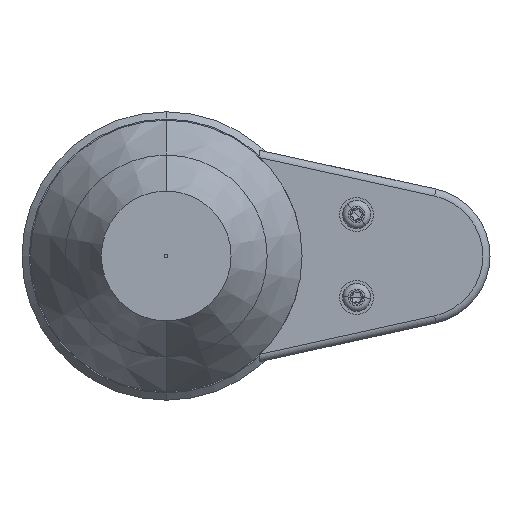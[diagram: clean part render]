
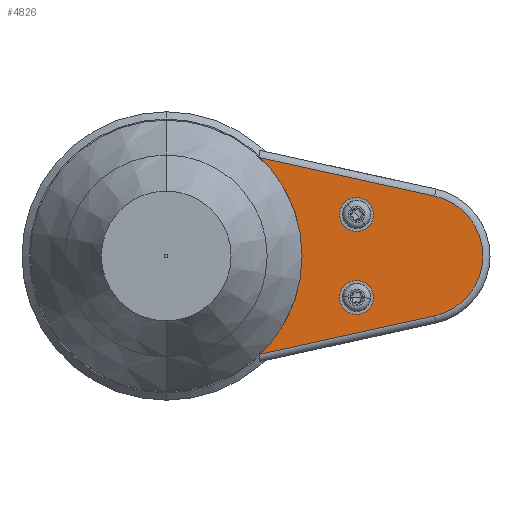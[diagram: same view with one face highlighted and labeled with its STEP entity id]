
A CAD part, left-side view. The second image highlights one B-rep face of the part: STEP entity #4826.
In plain terms, the highlighted planar face has unit normal (-1, 0, 0).
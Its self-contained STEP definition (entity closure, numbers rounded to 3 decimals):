
#72 = CARTESIAN_POINT ( 'NONE',  ( 90.287, -26.413, -5.749 ) ) ;
#158 = CARTESIAN_POINT ( 'NONE',  ( 90.287, -13.032, -13.62 ) ) ;
#458 = EDGE_CURVE ( 'NONE', #4020, #4553, #2820, .T. ) ;
#616 = DIRECTION ( 'NONE',  ( 1., 0., 0. ) ) ;
#653 = DIRECTION ( 'NONE',  ( 0., 0., 1. ) ) ;
#667 = ORIENTED_EDGE ( 'NONE', *, *, #8038, .F. ) ;
#825 = DIRECTION ( 'NONE',  ( 0., 0.977, 0.215 ) ) ;
#840 = DIRECTION ( 'NONE',  ( -1., 0., 0. ) ) ;
#918 = CARTESIAN_POINT ( 'NONE',  ( 90.287, -26.412, 5.751 ) ) ;
#950 = AXIS2_PLACEMENT_3D ( 'NONE', #1610, #4148, #2697 ) ;
#1130 = CARTESIAN_POINT ( 'NONE',  ( 90.287, -26.413, -5.749 ) ) ;
#1171 = DIRECTION ( 'NONE',  ( 0., 0., 1. ) ) ;
#1237 = AXIS2_PLACEMENT_3D ( 'NONE', #3821, #840, #4484 ) ;
#1256 = EDGE_CURVE ( 'NONE', #4112, #3685, #5859, .T. ) ;
#1354 = AXIS2_PLACEMENT_3D ( 'NONE', #1130, #2998, #1171 ) ;
#1550 = FACE_BOUND ( 'NONE', #6354, .T. ) ;
#1610 = CARTESIAN_POINT ( 'NONE',  ( 90.287, -35.416, 0.001 ) ) ;
#1627 = FACE_OUTER_BOUND ( 'NONE', #4538, .T. ) ;
#1724 = ORIENTED_EDGE ( 'NONE', *, *, #1256, .T. ) ;
#1878 = CARTESIAN_POINT ( 'NONE',  ( 90.287, -26.413, -3.399 ) ) ;
#2128 = CIRCLE ( 'NONE', #7433, 2.35 ) ;
#2355 = AXIS2_PLACEMENT_3D ( 'NONE', #3767, #616, #5050 ) ;
#2500 = CARTESIAN_POINT ( 'NONE',  ( 90.287, -37.24, -8.301 ) ) ;
#2597 = ORIENTED_EDGE ( 'NONE', *, *, #6866, .T. ) ;
#2679 = VERTEX_POINT ( 'NONE', #3896 ) ;
#2697 = DIRECTION ( 'NONE',  ( 0., 0., 1. ) ) ;
#2700 = CIRCLE ( 'NONE', #1237, 2.35 ) ;
#2728 = LINE ( 'NONE', #7917, #5970 ) ;
#2819 = DIRECTION ( 'NONE',  ( -1., 0., 0. ) ) ;
#2820 = CIRCLE ( 'NONE', #1354, 2.35 ) ;
#2907 = VERTEX_POINT ( 'NONE', #7463 ) ;
#2930 = VECTOR ( 'NONE', #5811, 1000. ) ;
#2998 = DIRECTION ( 'NONE',  ( -1., 0., 0. ) ) ;
#3377 = DIRECTION ( 'NONE',  ( -1., 0., 0. ) ) ;
#3685 = VERTEX_POINT ( 'NONE', #2500 ) ;
#3767 = CARTESIAN_POINT ( 'NONE',  ( 90.287, 0., 0. ) ) ;
#3821 = CARTESIAN_POINT ( 'NONE',  ( 90.287, -26.412, 5.751 ) ) ;
#3896 = CARTESIAN_POINT ( 'NONE',  ( 90.287, -37.239, 8.304 ) ) ;
#4020 = VERTEX_POINT ( 'NONE', #6289 ) ;
#4033 = EDGE_CURVE ( 'NONE', #7531, #4112, #5001, .T. ) ;
#4085 = DIRECTION ( 'NONE',  ( 0., 0., 1. ) ) ;
#4112 = VERTEX_POINT ( 'NONE', #158 ) ;
#4148 = DIRECTION ( 'NONE',  ( -1., 0., 0. ) ) ;
#4330 = ORIENTED_EDGE ( 'NONE', *, *, #7024, .F. ) ;
#4383 = AXIS2_PLACEMENT_3D ( 'NONE', #918, #2819, #7213 ) ;
#4462 = CARTESIAN_POINT ( 'NONE',  ( 90.287, -13.031, 13.621 ) ) ;
#4484 = DIRECTION ( 'NONE',  ( 0., 0., 1. ) ) ;
#4538 = EDGE_LOOP ( 'NONE', ( #2597, #7921, #5172, #1724 ) ) ;
#4553 = VERTEX_POINT ( 'NONE', #1878 ) ;
#4625 = EDGE_LOOP ( 'NONE', ( #4330, #6324 ) ) ;
#4657 = ORIENTED_EDGE ( 'NONE', *, *, #6788, .F. ) ;
#4826 = ADVANCED_FACE ( 'NONE', ( #1550, #5942, #1627 ), #5405, .T. ) ;
#5001 = CIRCLE ( 'NONE', #2355, 18.85 ) ;
#5050 = DIRECTION ( 'NONE',  ( 0., 0., 1. ) ) ;
#5172 = ORIENTED_EDGE ( 'NONE', *, *, #4033, .T. ) ;
#5333 = AXIS2_PLACEMENT_3D ( 'NONE', #6686, #3377, #4085 ) ;
#5405 = PLANE ( 'NONE',  #5333 ) ;
#5811 = DIRECTION ( 'NONE',  ( 0., -0.977, 0.215 ) ) ;
#5859 = LINE ( 'NONE', #7187, #2930 ) ;
#5930 = CARTESIAN_POINT ( 'NONE',  ( 90.287, -26.412, 3.401 ) ) ;
#5942 = FACE_BOUND ( 'NONE', #4625, .T. ) ;
#5970 = VECTOR ( 'NONE', #825, 1000. ) ;
#6223 = CIRCLE ( 'NONE', #950, 8.5 ) ;
#6289 = CARTESIAN_POINT ( 'NONE',  ( 90.287, -26.413, -8.099 ) ) ;
#6324 = ORIENTED_EDGE ( 'NONE', *, *, #458, .F. ) ;
#6354 = EDGE_LOOP ( 'NONE', ( #667, #4657 ) ) ;
#6475 = CIRCLE ( 'NONE', #4383, 2.35 ) ;
#6686 = CARTESIAN_POINT ( 'NONE',  ( 90.287, -35.416, 0.001 ) ) ;
#6788 = EDGE_CURVE ( 'NONE', #8209, #2907, #6475, .T. ) ;
#6866 = EDGE_CURVE ( 'NONE', #3685, #2679, #6223, .T. ) ;
#7024 = EDGE_CURVE ( 'NONE', #4553, #4020, #2128, .T. ) ;
#7173 = EDGE_CURVE ( 'NONE', #2679, #7531, #2728, .T. ) ;
#7187 = CARTESIAN_POINT ( 'NONE',  ( 90.287, -37.24, -8.301 ) ) ;
#7213 = DIRECTION ( 'NONE',  ( 0., 0., 1. ) ) ;
#7433 = AXIS2_PLACEMENT_3D ( 'NONE', #72, #7584, #653 ) ;
#7463 = CARTESIAN_POINT ( 'NONE',  ( 90.287, -26.412, 8.101 ) ) ;
#7531 = VERTEX_POINT ( 'NONE', #4462 ) ;
#7584 = DIRECTION ( 'NONE',  ( -1., 0., 0. ) ) ;
#7917 = CARTESIAN_POINT ( 'NONE',  ( 90.287, -37.239, 8.304 ) ) ;
#7921 = ORIENTED_EDGE ( 'NONE', *, *, #7173, .T. ) ;
#8038 = EDGE_CURVE ( 'NONE', #2907, #8209, #2700, .T. ) ;
#8209 = VERTEX_POINT ( 'NONE', #5930 ) ;
